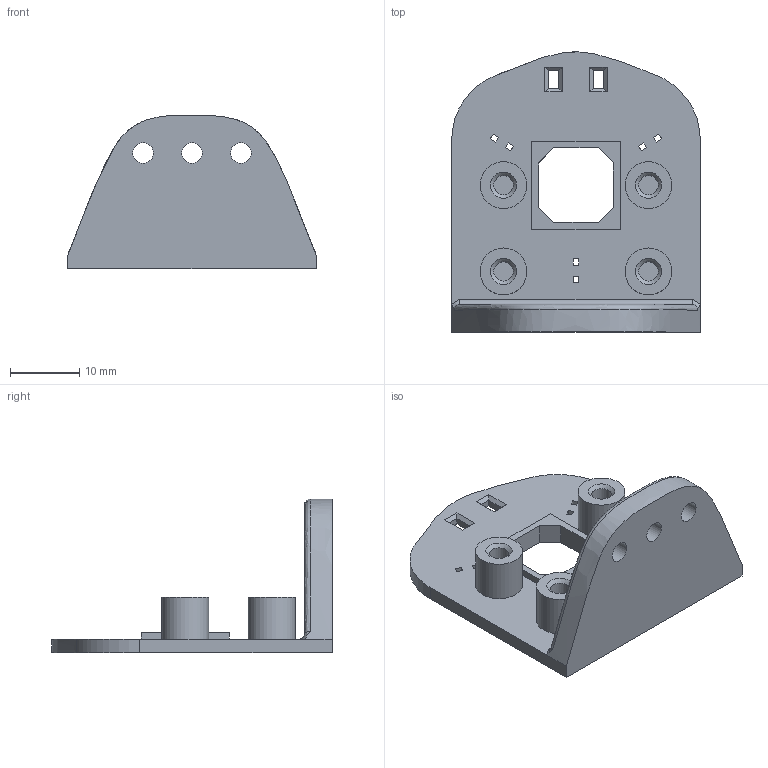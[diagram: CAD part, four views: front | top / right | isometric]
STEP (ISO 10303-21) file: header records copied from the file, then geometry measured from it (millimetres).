
FILE_DESCRIPTION(('FreeCAD Model'),'2;1');
FILE_NAME('Open CASCADE Shape Model','2024-05-06T15:28:31',('Author'),( ''),'Open CASCADE STEP processor 7.6','Ondsel','Unknown');
FILE_SCHEMA(('AUTOMOTIVE_DESIGN { 1 0 10303 214 1 1 1 1 }'));
Length unit declared in the file: millimetre
Products named in the file (1): Chamfer001
Bounding box: 36 x 40.61 x 22.3 mm (x, y, z)
Volume: 5325.3 mm3; surface area: 4931.8 mm2
Topology: 1 solids, 1 shells, 104 faces, 252 edges, 159 vertices
Faces by surface type: plane 75, cylinder 12, bspline 5, cone 4, sphere 3, torus 3, extrusion 2
Full cylindrical faces by diameter (mm): 2.8 x4, 3 x3, 6.8 x4
Entity records: 4004 total; most frequent: CARTESIAN_POINT 1520, ORIENTED_EDGE 498, DIRECTION 490, EDGE_CURVE 249, VECTOR 170, LINE 168, AXIS2_PLACEMENT_3D 160, VERTEX_POINT 159
